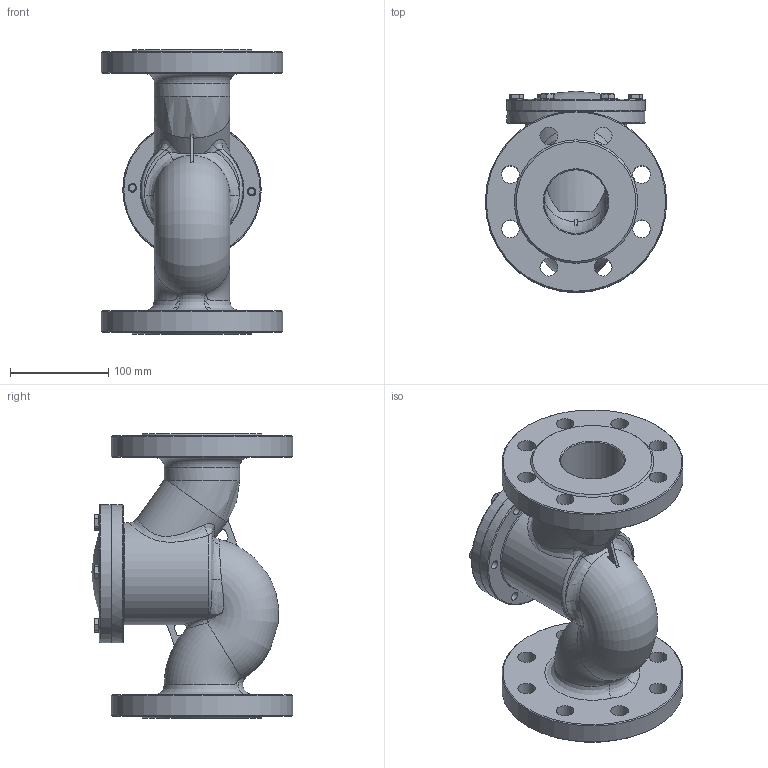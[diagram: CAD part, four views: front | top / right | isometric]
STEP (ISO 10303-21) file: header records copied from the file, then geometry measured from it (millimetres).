
FILE_DESCRIPTION(/* description */ (''),/* implementation_level */ '2;1');
FILE_NAME(/* name */ 'DN65_3D_STEP.stp',/* time_stamp */ '2025-12-02T00:26:20+03:00',/* author */ ('igorr'),/* organization */ (''),/* preprocessor_version */ 'ST-DEVELOPER v20',/* originating_system */ 'Autodesk Inventor 2025',/* authorisation */ '');
FILE_SCHEMA (('AUTOMOTIVE_DESIGN { 1 0 10303 214 3 1 1 }'));
Length unit declared in the file: millimetre
Products named in the file (3): Сборка1; Деталь1; AS 1110 - M8 x 12
Assembly tree (7 placements, depth 2):
  Сборка1
    Деталь1
    AS 1110 - M8 x 12  x6
Bounding box: 185 x 205.33 x 290 mm (x, y, z)
Volume: 2468252.2 mm3; surface area: 342986.2 mm2
Topology: 7 solids, 7 shells, 329 faces, 794 edges, 500 vertices
Faces by surface type: plane 158, cylinder 60, cone 50, bspline 48, torus 12, sphere 1
Full cylindrical faces by diameter (mm): 8 x6, 8.751 x12, 13 x6, 15 x1, 18 x16, 65 x3, 77 x2, 103.765 x1, 141.081 x2, 185 x2
Entity records: 10624 total; most frequent: CARTESIAN_POINT 5254, ORIENTED_EDGE 1074, DIRECTION 967, EDGE_CURVE 537, AXIS2_PLACEMENT_3D 391, VERTEX_POINT 350, EDGE_LOOP 287, FACE_OUTER_BOUND 209
